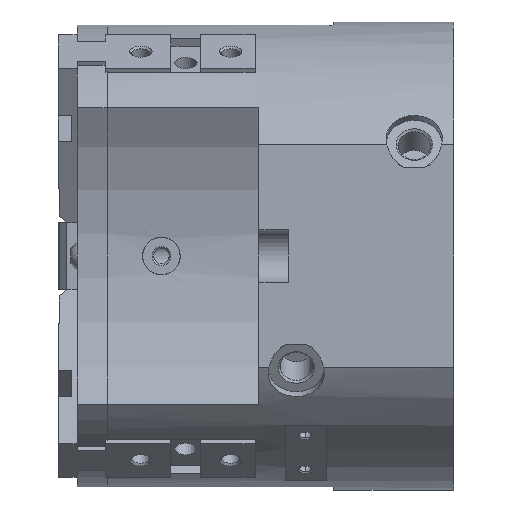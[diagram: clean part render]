
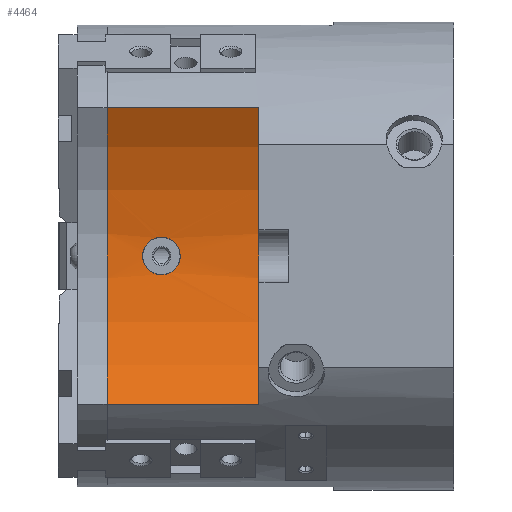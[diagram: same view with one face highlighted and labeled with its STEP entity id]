
A CAD part, left-side view. The second image highlights one B-rep face of the part: STEP entity #4464.
In plain terms, the highlighted cylindrical face has radius 75 mm (diameter 150 mm), a partial arc.
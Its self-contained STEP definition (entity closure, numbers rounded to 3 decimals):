
#2664 = EDGE_CURVE( '', #5250, #6814, #7371, .T. );
#2804 = VERTEX_POINT( '', #7526 );
#2910 = EDGE_CURVE( '', #5250, #6242, #7640, .T. );
#3850 = EDGE_CURVE( '', #5114, #2804, #8694, .T. );
#4452 = VERTEX_POINT( '', #9364 );
#4464 = ADVANCED_FACE( '', ( #9376, #9377 ), #9378, .F. );
#4698 = EDGE_CURVE( '', #4452, #6242, #9640, .T. );
#5114 = VERTEX_POINT( '', #10092 );
#5250 = VERTEX_POINT( '', #10245 );
#5786 = EDGE_CURVE( '', #2804, #5114, #10827, .T. );
#6242 = VERTEX_POINT( '', #11328 );
#6484 = EDGE_CURVE( '', #6814, #4452, #11590, .T. );
#6814 = VERTEX_POINT( '', #11963 );
#7371 = LINE( '', #12721, #12722 );
#7526 = CARTESIAN_POINT( '', ( -37.167, 78., -5. ) );
#7640 = CIRCLE( '', #13102, 75. );
#8694 = B_SPLINE_CURVE_WITH_KNOTS( '', 3, ( #14618, #14619, #14620, #14621, #14622, #14623, #14624, #14625, #14626, #14627, #14628, #14629, #14630, #14631, #14632, #14633, #14634, #14635, #14636, #14637, #14638, #14639, #14640, #14641, #14642, #14643, #14644, #14645, #14646, #14647, #14648, #14649, #14650, #14651 ), .UNSPECIFIED., .F., .F., ( 4, 2, 2, 2, 2, 2, 2, 2, 2, 2, 2, 2, 2, 2, 2, 2, 4 ), ( 0., 0.942, 1.884, 2.826, 3.768, 4.71, 5.652, 6.594, 7.536, 8.478, 9.42, 10.362, 11.304, 12.246, 13.188, 14.13, 15.072 ), .UNSPECIFIED. );
#9364 = CARTESIAN_POINT( '', ( -48.327, 52., -39.633 ) );
#9376 = FACE_OUTER_BOUND( '', #15697, .T. );
#9377 = FACE_BOUND( '', #15698, .T. );
#9378 = CYLINDRICAL_SURFACE( '', #15699, 75. );
#9640 = LINE( '', #16113, #16114 );
#10092 = CARTESIAN_POINT( '', ( -37.167, 78., 5. ) );
#10245 = CARTESIAN_POINT( '', ( -48.327, 92.49, 39.633 ) );
#10827 = B_SPLINE_CURVE_WITH_KNOTS( '', 3, ( #17819, #17820, #17821, #17822, #17823, #17824, #17825, #17826, #17827, #17828, #17829, #17830, #17831, #17832, #17833, #17834, #17835, #17836, #17837, #17838, #17839, #17840, #17841, #17842, #17843, #17844, #17845, #17846, #17847, #17848, #17849, #17850, #17851, #17852 ), .UNSPECIFIED., .F., .F., ( 4, 2, 2, 2, 2, 2, 2, 2, 2, 2, 2, 2, 2, 2, 2, 2, 4 ), ( 15.072, 16.014, 16.956, 17.898, 18.84, 19.782, 20.724, 21.666, 22.608, 23.55, 24.492, 25.434, 26.376, 27.318, 28.26, 29.203, 30.145 ), .UNSPECIFIED. );
#11328 = CARTESIAN_POINT( '', ( -48.327, 92.49, -39.633 ) );
#11590 = CIRCLE( '', #19034, 75. );
#11963 = CARTESIAN_POINT( '', ( -48.327, 52., 39.633 ) );
#12721 = CARTESIAN_POINT( '', ( -48.327, 100.5, 39.633 ) );
#12722 = VECTOR( '', #20332, 1. );
#13102 = AXIS2_PLACEMENT_3D( '', #20638, #20639, #20640 );
#14618 = CARTESIAN_POINT( '', ( -37.167, 78., 5. ) );
#14619 = CARTESIAN_POINT( '', ( -37.167, 77.686, 5. ) );
#14620 = CARTESIAN_POINT( '', ( -37.165, 77.361, 4.97 ) );
#14621 = CARTESIAN_POINT( '', ( -37.157, 76.715, 4.843 ) );
#14622 = CARTESIAN_POINT( '', ( -37.15, 76.394, 4.747 ) );
#14623 = CARTESIAN_POINT( '', ( -37.135, 75.778, 4.492 ) );
#14624 = CARTESIAN_POINT( '', ( -37.125, 75.483, 4.333 ) );
#14625 = CARTESIAN_POINT( '', ( -37.105, 74.937, 3.966 ) );
#14626 = CARTESIAN_POINT( '', ( -37.094, 74.686, 3.757 ) );
#14627 = CARTESIAN_POINT( '', ( -37.073, 74.243, 3.314 ) );
#14628 = CARTESIAN_POINT( '', ( -37.062, 74.034, 3.063 ) );
#14629 = CARTESIAN_POINT( '', ( -37.042, 73.667, 2.517 ) );
#14630 = CARTESIAN_POINT( '', ( -37.032, 73.508, 2.222 ) );
#14631 = CARTESIAN_POINT( '', ( -37.017, 73.253, 1.606 ) );
#14632 = CARTESIAN_POINT( '', ( -37.01, 73.157, 1.285 ) );
#14633 = CARTESIAN_POINT( '', ( -37.002, 73.03, 0.639 ) );
#14634 = CARTESIAN_POINT( '', ( -37., 73., 0.314 ) );
#14635 = CARTESIAN_POINT( '', ( -37., 73., -0.314 ) );
#14636 = CARTESIAN_POINT( '', ( -37.002, 73.03, -0.639 ) );
#14637 = CARTESIAN_POINT( '', ( -37.01, 73.157, -1.285 ) );
#14638 = CARTESIAN_POINT( '', ( -37.017, 73.253, -1.606 ) );
#14639 = CARTESIAN_POINT( '', ( -37.032, 73.508, -2.222 ) );
#14640 = CARTESIAN_POINT( '', ( -37.042, 73.667, -2.517 ) );
#14641 = CARTESIAN_POINT( '', ( -37.062, 74.034, -3.063 ) );
#14642 = CARTESIAN_POINT( '', ( -37.073, 74.243, -3.314 ) );
#14643 = CARTESIAN_POINT( '', ( -37.094, 74.686, -3.757 ) );
#14644 = CARTESIAN_POINT( '', ( -37.105, 74.937, -3.966 ) );
#14645 = CARTESIAN_POINT( '', ( -37.125, 75.483, -4.333 ) );
#14646 = CARTESIAN_POINT( '', ( -37.135, 75.778, -4.492 ) );
#14647 = CARTESIAN_POINT( '', ( -37.15, 76.394, -4.747 ) );
#14648 = CARTESIAN_POINT( '', ( -37.157, 76.715, -4.843 ) );
#14649 = CARTESIAN_POINT( '', ( -37.165, 77.361, -4.97 ) );
#14650 = CARTESIAN_POINT( '', ( -37.167, 77.686, -5. ) );
#14651 = CARTESIAN_POINT( '', ( -37.167, 78., -5. ) );
#15697 = EDGE_LOOP( '', ( #22680, #22681, #22682, #22683 ) );
#15698 = EDGE_LOOP( '', ( #22684, #22685 ) );
#15699 = AXIS2_PLACEMENT_3D( '', #22686, #22687, #22688 );
#16113 = CARTESIAN_POINT( '', ( -48.327, 100.5, -39.633 ) );
#16114 = VECTOR( '', #23024, 1. );
#17819 = CARTESIAN_POINT( '', ( -37.167, 78., -5. ) );
#17820 = CARTESIAN_POINT( '', ( -37.167, 78.314, -5. ) );
#17821 = CARTESIAN_POINT( '', ( -37.165, 78.639, -4.97 ) );
#17822 = CARTESIAN_POINT( '', ( -37.157, 79.285, -4.843 ) );
#17823 = CARTESIAN_POINT( '', ( -37.15, 79.606, -4.747 ) );
#17824 = CARTESIAN_POINT( '', ( -37.135, 80.222, -4.492 ) );
#17825 = CARTESIAN_POINT( '', ( -37.125, 80.517, -4.333 ) );
#17826 = CARTESIAN_POINT( '', ( -37.105, 81.063, -3.966 ) );
#17827 = CARTESIAN_POINT( '', ( -37.094, 81.314, -3.757 ) );
#17828 = CARTESIAN_POINT( '', ( -37.073, 81.757, -3.314 ) );
#17829 = CARTESIAN_POINT( '', ( -37.062, 81.966, -3.063 ) );
#17830 = CARTESIAN_POINT( '', ( -37.042, 82.333, -2.517 ) );
#17831 = CARTESIAN_POINT( '', ( -37.032, 82.492, -2.222 ) );
#17832 = CARTESIAN_POINT( '', ( -37.017, 82.747, -1.606 ) );
#17833 = CARTESIAN_POINT( '', ( -37.01, 82.843, -1.285 ) );
#17834 = CARTESIAN_POINT( '', ( -37.002, 82.97, -0.639 ) );
#17835 = CARTESIAN_POINT( '', ( -37., 83., -0.314 ) );
#17836 = CARTESIAN_POINT( '', ( -37., 83., 0.314 ) );
#17837 = CARTESIAN_POINT( '', ( -37.002, 82.97, 0.639 ) );
#17838 = CARTESIAN_POINT( '', ( -37.01, 82.843, 1.285 ) );
#17839 = CARTESIAN_POINT( '', ( -37.017, 82.747, 1.606 ) );
#17840 = CARTESIAN_POINT( '', ( -37.032, 82.492, 2.222 ) );
#17841 = CARTESIAN_POINT( '', ( -37.042, 82.333, 2.517 ) );
#17842 = CARTESIAN_POINT( '', ( -37.062, 81.966, 3.063 ) );
#17843 = CARTESIAN_POINT( '', ( -37.073, 81.757, 3.314 ) );
#17844 = CARTESIAN_POINT( '', ( -37.094, 81.314, 3.757 ) );
#17845 = CARTESIAN_POINT( '', ( -37.105, 81.063, 3.966 ) );
#17846 = CARTESIAN_POINT( '', ( -37.125, 80.517, 4.333 ) );
#17847 = CARTESIAN_POINT( '', ( -37.135, 80.222, 4.492 ) );
#17848 = CARTESIAN_POINT( '', ( -37.15, 79.606, 4.747 ) );
#17849 = CARTESIAN_POINT( '', ( -37.157, 79.285, 4.843 ) );
#17850 = CARTESIAN_POINT( '', ( -37.165, 78.639, 4.97 ) );
#17851 = CARTESIAN_POINT( '', ( -37.167, 78.314, 5. ) );
#17852 = CARTESIAN_POINT( '', ( -37.167, 78., 5. ) );
#19034 = AXIS2_PLACEMENT_3D( '', #25064, #25065, #25066 );
#20332 = DIRECTION( '', ( 0., -1., 0. ) );
#20638 = CARTESIAN_POINT( '', ( -112., 92.49, 0. ) );
#20639 = DIRECTION( '', ( 0., 1., 0. ) );
#20640 = DIRECTION( '', ( 0.83, 0., -0.558 ) );
#22680 = ORIENTED_EDGE( '', *, *, #2910, .T. );
#22681 = ORIENTED_EDGE( '', *, *, #4698, .F. );
#22682 = ORIENTED_EDGE( '', *, *, #6484, .F. );
#22683 = ORIENTED_EDGE( '', *, *, #2664, .F. );
#22684 = ORIENTED_EDGE( '', *, *, #3850, .T. );
#22685 = ORIENTED_EDGE( '', *, *, #5786, .T. );
#22686 = CARTESIAN_POINT( '', ( -112., 100.5, 0. ) );
#22687 = DIRECTION( '', ( 0., 1., 0. ) );
#22688 = DIRECTION( '', ( 0.83, 0., -0.558 ) );
#23024 = DIRECTION( '', ( 0., 1., 0. ) );
#25064 = CARTESIAN_POINT( '', ( -112., 52., 0. ) );
#25065 = DIRECTION( '', ( 0., 1., 0. ) );
#25066 = DIRECTION( '', ( 0.83, 0., -0.558 ) );
